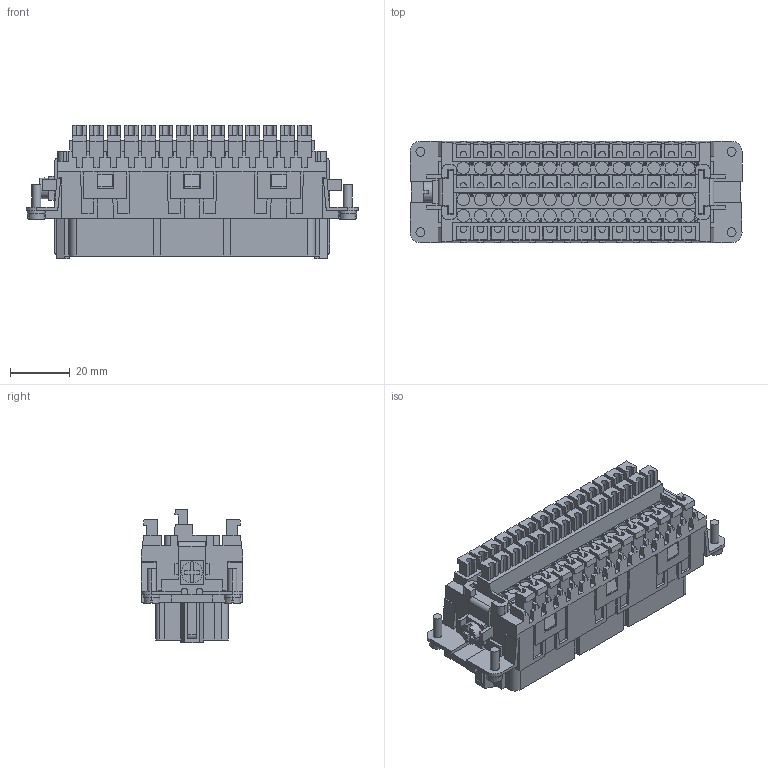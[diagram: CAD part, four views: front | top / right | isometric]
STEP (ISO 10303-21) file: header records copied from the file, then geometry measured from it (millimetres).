
FILE_DESCRIPTION(('Creo Elements/Direct Modeling STEP Export'),'2;1');
FILE_NAME('0lndrr043innc1e3172','2016-07-05T15:29:32',(''),(''),'PTC Creo Elements/Direct Modeling STEP processor for AP214 (Solid Model)','PTC Creo Elements/Direct Modeling 19.0B 21-Mar-2015 (C) Parametric Technology GmbH','');
FILE_SCHEMA(('AUTOMOTIVE_DESIGN { 1 0 10303 214 1 1 1 1 }'));
Products named in the file (2): CDSHF_42
Assembly tree (1 placements, depth 2):
  CDSHF_42
    CDSHF_42
Bounding box: 111 x 34 x 44.8 mm (x, y, z)
Volume: 90042.6 mm3; surface area: 39670.8 mm2
Topology: 1 solids, 1 shells, 2167 faces, 13001 edges, 11231 vertices
Faces by surface type: plane 1817, cylinder 342, cone 8
Entity records: 147627 total; most frequent: CARTESIAN_POINT 29366, ORIENTED_EDGE 25998, DIRECTION 15645, EDGE_CURVE 12999, VERTEX_POINT 11230, VECTOR 10883, LINE 10883, EDGE_LOOP 2563
